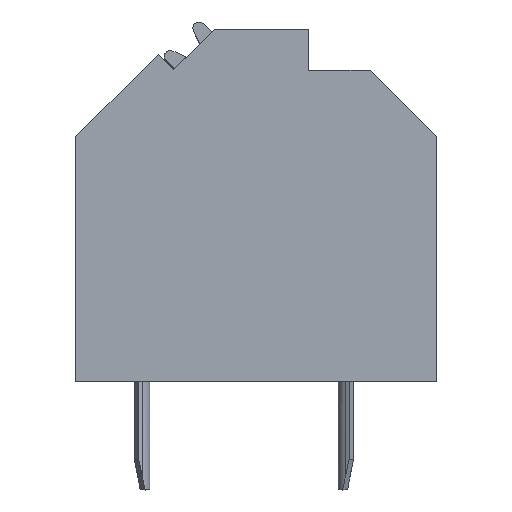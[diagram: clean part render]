
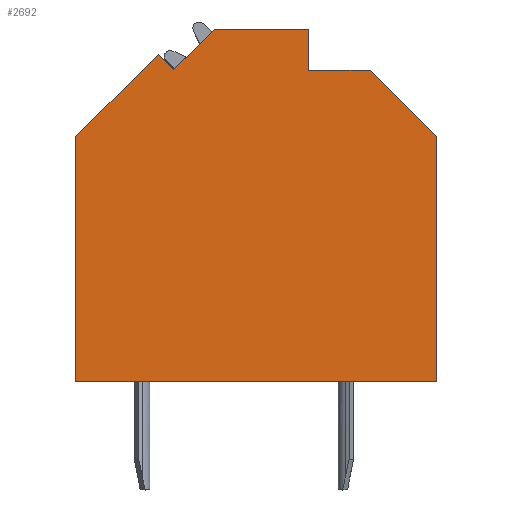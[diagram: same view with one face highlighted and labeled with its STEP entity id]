
A CAD part, top view. The second image highlights one B-rep face of the part: STEP entity #2692.
In plain terms, the highlighted planar face has unit normal (0, 0, 1).
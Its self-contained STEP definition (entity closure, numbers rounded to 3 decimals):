
#801=DIRECTION('',(-0.707,-0.707,0.));
#802=VECTOR('',#801,1.897);
#803=CARTESIAN_POINT('',(-1.39,5.718,7.215));
#804=LINE('',#803,#802);
#805=DIRECTION('',(-1.,0.,0.));
#806=VECTOR('',#805,3.14);
#807=CARTESIAN_POINT('',(1.75,5.718,7.215));
#808=LINE('',#807,#806);
#809=DIRECTION('',(0.,1.,0.));
#810=VECTOR('',#809,1.368);
#811=CARTESIAN_POINT('',(1.75,4.35,7.215));
#812=LINE('',#811,#810);
#813=DIRECTION('',(-1.,0.,0.));
#814=VECTOR('',#813,2.05);
#815=CARTESIAN_POINT('',(3.8,4.35,7.215));
#816=LINE('',#815,#814);
#817=DIRECTION('',(-0.707,0.707,0.));
#818=VECTOR('',#817,3.111);
#819=CARTESIAN_POINT('',(6.,2.15,7.215));
#820=LINE('',#819,#818);
#821=DIRECTION('',(0.,1.,0.));
#822=VECTOR('',#821,8.15);
#823=CARTESIAN_POINT('',(6.,-6.,7.215));
#824=LINE('',#823,#822);
#825=DIRECTION('',(1.,0.,0.));
#826=VECTOR('',#825,12.);
#827=CARTESIAN_POINT('',(-6.,-6.,7.215));
#828=LINE('',#827,#826);
#829=DIRECTION('',(0.,-1.,0.));
#830=VECTOR('',#829,8.14);
#831=CARTESIAN_POINT('',(-6.,2.14,7.215));
#832=LINE('',#831,#830);
#833=DIRECTION('',(-0.707,-0.707,0.));
#834=VECTOR('',#833,3.892);
#835=CARTESIAN_POINT('',(-3.248,4.892,7.215));
#836=LINE('',#835,#834);
#837=DIRECTION('',(-0.707,0.707,0.));
#838=VECTOR('',#837,0.73);
#839=CARTESIAN_POINT('',(-2.732,4.376,7.215));
#840=LINE('',#839,#838);
#1285=CARTESIAN_POINT('',(-1.39,5.718,7.215));
#1286=CARTESIAN_POINT('',(-2.732,4.376,7.215));
#1287=VERTEX_POINT('',#1285);
#1288=VERTEX_POINT('',#1286);
#1289=CARTESIAN_POINT('',(-3.248,4.892,7.215));
#1290=VERTEX_POINT('',#1289);
#1291=CARTESIAN_POINT('',(-6.,2.14,7.215));
#1292=VERTEX_POINT('',#1291);
#1293=CARTESIAN_POINT('',(-6.,-6.,7.215));
#1294=VERTEX_POINT('',#1293);
#1295=CARTESIAN_POINT('',(6.,-6.,7.215));
#1296=VERTEX_POINT('',#1295);
#1297=CARTESIAN_POINT('',(6.,2.15,7.215));
#1298=VERTEX_POINT('',#1297);
#1299=CARTESIAN_POINT('',(3.8,4.35,7.215));
#1300=VERTEX_POINT('',#1299);
#1301=CARTESIAN_POINT('',(1.75,4.35,7.215));
#1302=VERTEX_POINT('',#1301);
#1303=CARTESIAN_POINT('',(1.75,5.718,7.215));
#1304=VERTEX_POINT('',#1303);
#2675=CARTESIAN_POINT('',(0.,0.,7.215));
#2676=DIRECTION('',(0.,0.,1.));
#2677=DIRECTION('',(1.,0.,0.));
#2678=AXIS2_PLACEMENT_3D('',#2675,#2676,#2677);
#2679=PLANE('',#2678);
#2680=ORIENTED_EDGE('',*,*,#1892,.F.);
#2681=ORIENTED_EDGE('',*,*,#2304,.F.);
#2682=ORIENTED_EDGE('',*,*,#2318,.F.);
#2683=ORIENTED_EDGE('',*,*,#2332,.F.);
#2684=ORIENTED_EDGE('',*,*,#2346,.F.);
#2685=ORIENTED_EDGE('',*,*,#2360,.F.);
#2686=ORIENTED_EDGE('',*,*,#2374,.F.);
#2687=ORIENTED_EDGE('',*,*,#2463,.F.);
#2688=ORIENTED_EDGE('',*,*,#2657,.F.);
#2689=ORIENTED_EDGE('',*,*,#1844,.F.);
#2690=EDGE_LOOP('',(#2680,#2681,#2682,#2683,#2684,#2685,#2686,#2687,#2688,
#2689));
#2691=FACE_OUTER_BOUND('',#2690,.F.);
#1844=EDGE_CURVE('',#1288,#1290,#840,.T.);
#1892=EDGE_CURVE('',#1287,#1288,#804,.T.);
#2304=EDGE_CURVE('',#1304,#1287,#808,.T.);
#2318=EDGE_CURVE('',#1302,#1304,#812,.T.);
#2332=EDGE_CURVE('',#1300,#1302,#816,.T.);
#2346=EDGE_CURVE('',#1298,#1300,#820,.T.);
#2360=EDGE_CURVE('',#1296,#1298,#824,.T.);
#2374=EDGE_CURVE('',#1294,#1296,#828,.T.);
#2463=EDGE_CURVE('',#1292,#1294,#832,.T.);
#2657=EDGE_CURVE('',#1290,#1292,#836,.T.);
#2692=ADVANCED_FACE('',(#2691),#2679,.T.);
